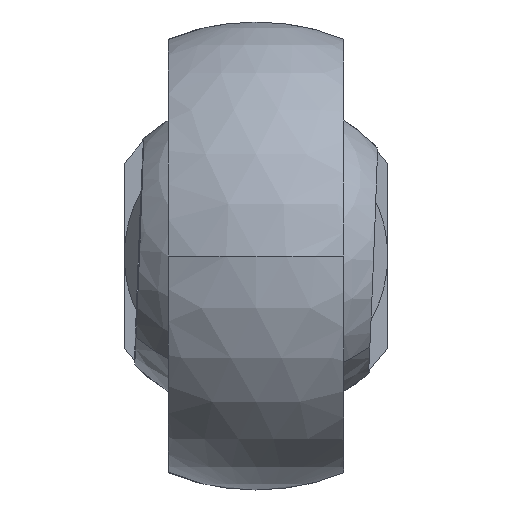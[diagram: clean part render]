
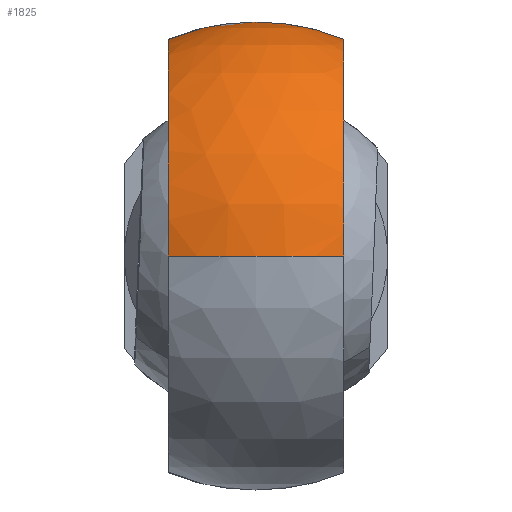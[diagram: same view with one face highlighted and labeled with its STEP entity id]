
A CAD part, front view. The second image highlights one B-rep face of the part: STEP entity #1825.
In plain terms, the highlighted spherical face has radius 8 mm.
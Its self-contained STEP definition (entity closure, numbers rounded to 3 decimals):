
#30 = CARTESIAN_POINT ( 'NONE',  ( -3., 34.394, -0.669 ) ) ;
#32 = EDGE_CURVE ( 'NONE', #1899, #1798, #1611, .T. ) ;
#40 = CARTESIAN_POINT ( 'NONE',  ( -3., 31.602, -5.825 ) ) ;
#61 = CARTESIAN_POINT ( 'NONE',  ( -3., 31.859, -5.612 ) ) ;
#69 = CARTESIAN_POINT ( 'NONE',  ( -3., 32.588, -4.921 ) ) ;
#71 = AXIS2_PLACEMENT_3D ( 'NONE', #1314, #1131, #544 ) ;
#85 = CARTESIAN_POINT ( 'NONE',  ( -3., 34.416, 0. ) ) ;
#105 = CARTESIAN_POINT ( 'NONE',  ( 0., 22.846, 0. ) ) ;
#106 = CIRCLE ( 'NONE', #71, 8. ) ;
#116 = VERTEX_POINT ( 'NONE', #1482 ) ;
#150 = CARTESIAN_POINT ( 'NONE',  ( 3., 31.602, -5.825 ) ) ;
#174 = CARTESIAN_POINT ( 'NONE',  ( 3., 23.404, -6.521 ) ) ;
#180 = CARTESIAN_POINT ( 'NONE',  ( 0., 27., 0. ) ) ;
#194 = CARTESIAN_POINT ( 'NONE',  ( -3., 29.248, -7.075 ) ) ;
#218 = CARTESIAN_POINT ( 'NONE',  ( -3., 22.846, -6.143 ) ) ;
#234 = SPHERICAL_SURFACE ( 'NONE', #930, 8. ) ;
#285 = CARTESIAN_POINT ( 'NONE',  ( 3., 24.957, -7.137 ) ) ;
#335 = CARTESIAN_POINT ( 'NONE',  ( 3., 34.416, 0. ) ) ;
#352 = CARTESIAN_POINT ( 'NONE',  ( -3., 27.942, -7.364 ) ) ;
#373 = CARTESIAN_POINT ( 'NONE',  ( 0., 35., 0. ) ) ;
#380 = CARTESIAN_POINT ( 'NONE',  ( -3., 25.939, -7.348 ) ) ;
#388 = CARTESIAN_POINT ( 'NONE',  ( -3., 22.846, -6.143 ) ) ;
#402 = DIRECTION ( 'NONE',  ( 1., 0., 0. ) ) ;
#429 = CARTESIAN_POINT ( 'NONE',  ( 3., 26.938, -7.423 ) ) ;
#439 = CARTESIAN_POINT ( 'NONE',  ( 3., 30.773, -6.394 ) ) ;
#490 = CARTESIAN_POINT ( 'NONE',  ( 3., 31.859, -5.612 ) ) ;
#517 = CARTESIAN_POINT ( 'NONE',  ( -3., 30.183, -6.707 ) ) ;
#544 = DIRECTION ( 'NONE',  ( 1., 0., 0. ) ) ;
#562 = EDGE_CURVE ( 'NONE', #1798, #116, #1561, .T. ) ;
#637 = CARTESIAN_POINT ( 'NONE',  ( -3., 26.938, -7.423 ) ) ;
#640 = CARTESIAN_POINT ( 'NONE',  ( 3., 33.701, -3.248 ) ) ;
#647 = CARTESIAN_POINT ( 'NONE',  ( -3., 28.927, -7.169 ) ) ;
#662 = CARTESIAN_POINT ( 'NONE',  ( 0., 27., 0. ) ) ;
#663 = CARTESIAN_POINT ( 'NONE',  ( -3., 24.957, -7.137 ) ) ;
#668 = CARTESIAN_POINT ( 'NONE',  ( 3., 22.846, -6.143 ) ) ;
#670 = CARTESIAN_POINT ( 'NONE',  ( -3., 25.283, -7.223 ) ) ;
#709 = ORIENTED_EDGE ( 'NONE', *, *, #883, .F. ) ;
#711 = VERTEX_POINT ( 'NONE', #373 ) ;
#759 = AXIS2_PLACEMENT_3D ( 'NONE', #105, #1451, #1944 ) ;
#780 = CARTESIAN_POINT ( 'NONE',  ( 3., 26.27, -7.388 ) ) ;
#797 = CARTESIAN_POINT ( 'NONE',  ( -3., 33.011, -4.394 ) ) ;
#814 = CARTESIAN_POINT ( 'NONE',  ( -3., 34.235, -1.661 ) ) ;
#854 = ORIENTED_EDGE ( 'NONE', *, *, #32, .F. ) ;
#883 = EDGE_CURVE ( 'NONE', #1876, #1899, #1245, .T. ) ;
#888 = CARTESIAN_POINT ( 'NONE',  ( 3., 27.942, -7.364 ) ) ;
#899 = CARTESIAN_POINT ( 'NONE',  ( 3., 28.927, -7.169 ) ) ;
#926 = CARTESIAN_POINT ( 'NONE',  ( 3., 25.283, -7.223 ) ) ;
#930 = AXIS2_PLACEMENT_3D ( 'NONE', #662, #1276, #402 ) ;
#936 = CARTESIAN_POINT ( 'NONE',  ( 3., 33.968, -2.627 ) ) ;
#944 = CARTESIAN_POINT ( 'NONE',  ( -3., 33.701, -3.248 ) ) ;
#964 = CARTESIAN_POINT ( 'NONE',  ( -3., 34.303, -1.331 ) ) ;
#1096 = AXIS2_PLACEMENT_3D ( 'NONE', #180, #1098, #1696 ) ;
#1098 = DIRECTION ( 'NONE',  ( 0., 0., -1. ) ) ;
#1107 = CARTESIAN_POINT ( 'NONE',  ( -3., 30.773, -6.394 ) ) ;
#1109 = CARTESIAN_POINT ( 'NONE',  ( 3., 34.303, -1.331 ) ) ;
#1124 = CARTESIAN_POINT ( 'NONE',  ( -3., 28.273, -7.314 ) ) ;
#1131 = DIRECTION ( 'NONE',  ( 0., 0., 1. ) ) ;
#1132 = CARTESIAN_POINT ( 'NONE',  ( -3., 23.404, -6.521 ) ) ;
#1209 = CARTESIAN_POINT ( 'NONE',  ( 3., 29.876, -6.844 ) ) ;
#1221 = CARTESIAN_POINT ( 'NONE',  ( 3., 24.002, -6.817 ) ) ;
#1235 = EDGE_CURVE ( 'NONE', #711, #116, #1430, .T. ) ;
#1245 = B_SPLINE_CURVE_WITH_KNOTS ( 'NONE', 3,
 ( #1279, #1593, #30, #964, #814, #1411, #944, #797, #69, #61, #40, #1897, #1107, #517, #1745, #194, #647, #1124, #352, #1427, #637, #1870, #380, #670, #663, #1555, #1132, #218 ),
 .UNSPECIFIED., .F., .F.,
 ( 4, 2, 2, 2, 2, 2, 2, 2, 2, 2, 2, 2, 2, 4 ),
 ( 4.712, 4.848, 4.983, 5.254, 5.524, 5.66, 5.795, 5.93, 6.066, 6.201, 6.336, 6.472, 6.607, 6.878 ),
 .UNSPECIFIED. ) ;
#1257 = CARTESIAN_POINT ( 'NONE',  ( 3., 32.588, -4.921 ) ) ;
#1276 = DIRECTION ( 'NONE',  ( 0., 0., 1. ) ) ;
#1279 = CARTESIAN_POINT ( 'NONE',  ( -3., 34.416, 0. ) ) ;
#1314 = CARTESIAN_POINT ( 'NONE',  ( 0., 27., 0. ) ) ;
#1357 = CARTESIAN_POINT ( 'NONE',  ( 3., 29.248, -7.075 ) ) ;
#1367 = CARTESIAN_POINT ( 'NONE',  ( 3., 30.183, -6.707 ) ) ;
#1411 = CARTESIAN_POINT ( 'NONE',  ( -3., 33.968, -2.627 ) ) ;
#1412 = CARTESIAN_POINT ( 'NONE',  ( 3., 34.416, -0.336 ) ) ;
#1427 = CARTESIAN_POINT ( 'NONE',  ( -3., 27.276, -7.419 ) ) ;
#1430 = CIRCLE ( 'NONE', #1096, 8. ) ;
#1451 = DIRECTION ( 'NONE',  ( 0., -1., 0. ) ) ;
#1482 = CARTESIAN_POINT ( 'NONE',  ( 3., 34.416, 0. ) ) ;
#1503 = CARTESIAN_POINT ( 'NONE',  ( 3., 28.273, -7.314 ) ) ;
#1515 = CARTESIAN_POINT ( 'NONE',  ( 3., 31.058, -6.216 ) ) ;
#1538 = CARTESIAN_POINT ( 'NONE',  ( 3., 25.939, -7.348 ) ) ;
#1555 = CARTESIAN_POINT ( 'NONE',  ( -3., 24.002, -6.817 ) ) ;
#1561 = B_SPLINE_CURVE_WITH_KNOTS ( 'NONE', 3,
 ( #1686, #174, #1221, #285, #926, #1538, #780, #429, #1643, #888, #1503, #899, #1357, #1209, #1367, #439, #1515, #150, #490, #1257, #1700, #640, #936, #1863, #1109, #1707, #1412, #335 ),
 .UNSPECIFIED., .F., .F.,
 ( 4, 2, 2, 2, 2, 2, 2, 2, 2, 2, 2, 2, 2, 4 ),
 ( 2.547, 2.818, 2.953, 3.088, 3.224, 3.359, 3.494, 3.63, 3.765, 3.9, 4.171, 4.442, 4.577, 4.712 ),
 .UNSPECIFIED. ) ;
#1593 = CARTESIAN_POINT ( 'NONE',  ( -3., 34.416, -0.336 ) ) ;
#1611 = CIRCLE ( 'NONE', #759, 6.837 ) ;
#1643 = CARTESIAN_POINT ( 'NONE',  ( 3., 27.276, -7.419 ) ) ;
#1686 = CARTESIAN_POINT ( 'NONE',  ( 3., 22.846, -6.143 ) ) ;
#1696 = DIRECTION ( 'NONE',  ( -1., 0., 0. ) ) ;
#1700 = CARTESIAN_POINT ( 'NONE',  ( 3., 33.011, -4.394 ) ) ;
#1706 = ORIENTED_EDGE ( 'NONE', *, *, #562, .F. ) ;
#1707 = CARTESIAN_POINT ( 'NONE',  ( 3., 34.394, -0.669 ) ) ;
#1732 = EDGE_LOOP ( 'NONE', ( #1796, #1868, #1706, #854, #709 ) ) ;
#1745 = CARTESIAN_POINT ( 'NONE',  ( -3., 29.876, -6.844 ) ) ;
#1796 = ORIENTED_EDGE ( 'NONE', *, *, #1839, .F. ) ;
#1798 = VERTEX_POINT ( 'NONE', #668 ) ;
#1825 = ADVANCED_FACE ( 'NONE', ( #1894 ), #234, .T. ) ;
#1839 = EDGE_CURVE ( 'NONE', #711, #1876, #106, .T. ) ;
#1863 = CARTESIAN_POINT ( 'NONE',  ( 3., 34.235, -1.661 ) ) ;
#1868 = ORIENTED_EDGE ( 'NONE', *, *, #1235, .T. ) ;
#1870 = CARTESIAN_POINT ( 'NONE',  ( -3., 26.27, -7.388 ) ) ;
#1876 = VERTEX_POINT ( 'NONE', #85 ) ;
#1894 = FACE_OUTER_BOUND ( 'NONE', #1732, .T. ) ;
#1897 = CARTESIAN_POINT ( 'NONE',  ( -3., 31.058, -6.216 ) ) ;
#1899 = VERTEX_POINT ( 'NONE', #388 ) ;
#1944 = DIRECTION ( 'NONE',  ( -0.439, 0., -0.899 ) ) ;
